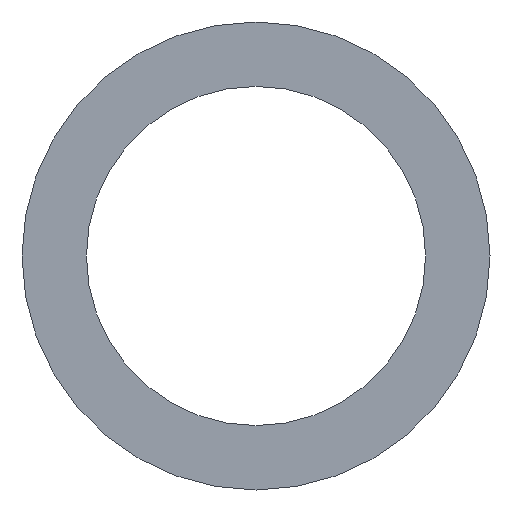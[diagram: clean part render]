
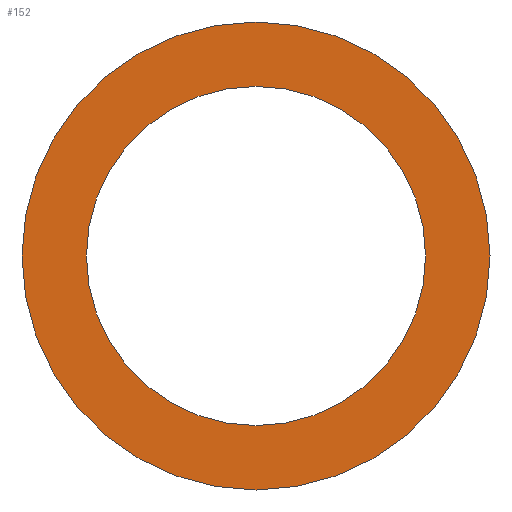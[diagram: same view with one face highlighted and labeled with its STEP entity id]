
A CAD part, front view. The second image highlights one B-rep face of the part: STEP entity #152.
In plain terms, the highlighted planar face has unit normal (0, -1, 0).
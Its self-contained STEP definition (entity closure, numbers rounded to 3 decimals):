
#9 = CIRCLE ( 'NONE', #127, 12.25 ) ;
#10 = CARTESIAN_POINT ( 'NONE',  ( 0., 0., 12.25 ) ) ;
#11 = DIRECTION ( 'NONE',  ( 0., 0., 1. ) ) ;
#19 = ORIENTED_EDGE ( 'NONE', *, *, #74, .T. ) ;
#20 = EDGE_CURVE ( 'NONE', #73, #178, #67, .T. ) ;
#28 = DIRECTION ( 'NONE',  ( 0., 1., 0. ) ) ;
#31 = CARTESIAN_POINT ( 'NONE',  ( 0., 0., 0. ) ) ;
#34 = CARTESIAN_POINT ( 'NONE',  ( 0., 0., 0. ) ) ;
#35 = VERTEX_POINT ( 'NONE', #10 ) ;
#43 = EDGE_LOOP ( 'NONE', ( #79, #159 ) ) ;
#44 = DIRECTION ( 'NONE',  ( 0., 0., 1. ) ) ;
#59 = CARTESIAN_POINT ( 'NONE',  ( 0., 0., -16.9 ) ) ;
#62 = PLANE ( 'NONE',  #136 ) ;
#65 = EDGE_CURVE ( 'NONE', #35, #88, #9, .T. ) ;
#66 = CIRCLE ( 'NONE', #120, 16.9 ) ;
#67 = CIRCLE ( 'NONE', #85, 16.9 ) ;
#71 = CARTESIAN_POINT ( 'NONE',  ( 0., 0., -12.25 ) ) ;
#73 = VERTEX_POINT ( 'NONE', #75 ) ;
#74 = EDGE_CURVE ( 'NONE', #88, #35, #83, .T. ) ;
#75 = CARTESIAN_POINT ( 'NONE',  ( 0., 0., 16.9 ) ) ;
#79 = ORIENTED_EDGE ( 'NONE', *, *, #207, .F. ) ;
#83 = CIRCLE ( 'NONE', #87, 12.25 ) ;
#85 = AXIS2_PLACEMENT_3D ( 'NONE', #171, #173, #210 ) ;
#87 = AXIS2_PLACEMENT_3D ( 'NONE', #123, #28, #44 ) ;
#88 = VERTEX_POINT ( 'NONE', #71 ) ;
#97 = EDGE_LOOP ( 'NONE', ( #19, #122 ) ) ;
#104 = FACE_BOUND ( 'NONE', #97, .T. ) ;
#107 = CARTESIAN_POINT ( 'NONE',  ( 0., 0., 0. ) ) ;
#109 = FACE_OUTER_BOUND ( 'NONE', #43, .T. ) ;
#112 = DIRECTION ( 'NONE',  ( 0., 0., 1. ) ) ;
#120 = AXIS2_PLACEMENT_3D ( 'NONE', #31, #195, #112 ) ;
#122 = ORIENTED_EDGE ( 'NONE', *, *, #65, .T. ) ;
#123 = CARTESIAN_POINT ( 'NONE',  ( 0., 0., 0. ) ) ;
#127 = AXIS2_PLACEMENT_3D ( 'NONE', #107, #212, #11 ) ;
#136 = AXIS2_PLACEMENT_3D ( 'NONE', #34, #176, #160 ) ;
#152 = ADVANCED_FACE ( 'NONE', ( #109, #104 ), #62, .F. ) ;
#159 = ORIENTED_EDGE ( 'NONE', *, *, #20, .F. ) ;
#160 = DIRECTION ( 'NONE',  ( 0., 0., 1. ) ) ;
#171 = CARTESIAN_POINT ( 'NONE',  ( 0., 0., 0. ) ) ;
#173 = DIRECTION ( 'NONE',  ( 0., 1., 0. ) ) ;
#176 = DIRECTION ( 'NONE',  ( 0., 1., 0. ) ) ;
#178 = VERTEX_POINT ( 'NONE', #59 ) ;
#195 = DIRECTION ( 'NONE',  ( 0., 1., 0. ) ) ;
#207 = EDGE_CURVE ( 'NONE', #178, #73, #66, .T. ) ;
#210 = DIRECTION ( 'NONE',  ( 0., 0., 1. ) ) ;
#212 = DIRECTION ( 'NONE',  ( 0., 1., 0. ) ) ;
